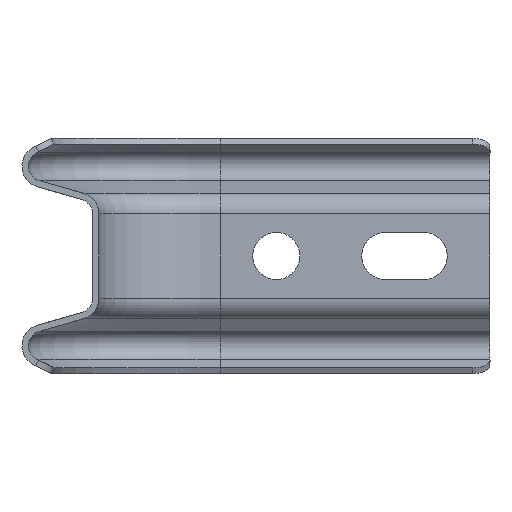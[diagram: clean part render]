
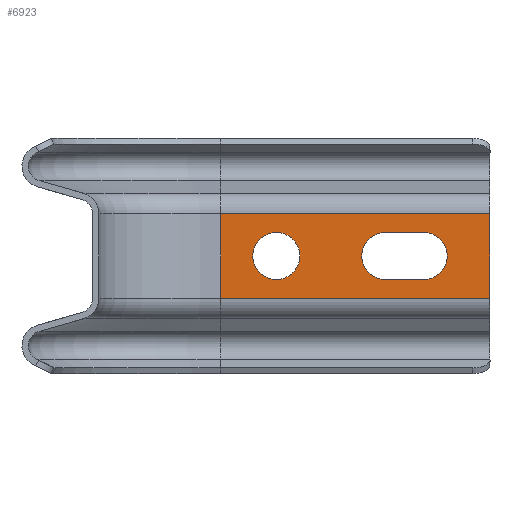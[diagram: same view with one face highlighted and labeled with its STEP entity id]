
A CAD part, left-side view. The second image highlights one B-rep face of the part: STEP entity #6923.
In plain terms, the highlighted planar face has unit normal (-1, 0, 0).
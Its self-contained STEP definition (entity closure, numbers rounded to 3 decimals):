
#54 = CARTESIAN_POINT ( 'NONE',  ( 326.5, -68.5, -5.5 ) ) ;
#98 = EDGE_CURVE ( 'NONE', #3560, #5021, #2711, .T. ) ;
#106 = DIRECTION ( 'NONE',  ( 0., 0., 1. ) ) ;
#296 = EDGE_CURVE ( 'NONE', #5613, #5075, #1546, .T. ) ;
#325 = AXIS2_PLACEMENT_3D ( 'NONE', #4894, #5973, #1575 ) ;
#422 = DIRECTION ( 'NONE',  ( 0., 0., 1. ) ) ;
#442 = VERTEX_POINT ( 'NONE', #5147 ) ;
#482 = DIRECTION ( 'NONE',  ( -1., 0., 0. ) ) ;
#512 = ORIENTED_EDGE ( 'NONE', *, *, #6297, .F. ) ;
#753 = VECTOR ( 'NONE', #422, 1000. ) ;
#930 = DIRECTION ( 'NONE',  ( 0., 0., 1. ) ) ;
#958 = CARTESIAN_POINT ( 'NONE',  ( 326.5, -77.5, -5.5 ) ) ;
#1052 = LINE ( 'NONE', #5488, #753 ) ;
#1073 = CARTESIAN_POINT ( 'NONE',  ( 326.5, -43., -5.5 ) ) ;
#1141 = DIRECTION ( 'NONE',  ( 0., 0., 1. ) ) ;
#1174 = ORIENTED_EDGE ( 'NONE', *, *, #98, .F. ) ;
#1285 = CARTESIAN_POINT ( 'NONE',  ( 326.5, -77.5, -5.5 ) ) ;
#1449 = DIRECTION ( 'NONE',  ( 0., -1., 0. ) ) ;
#1480 = EDGE_LOOP ( 'NONE', ( #512, #6490, #7171, #4344 ) ) ;
#1536 = CARTESIAN_POINT ( 'NONE',  ( 326.5, -93., 9.862 ) ) ;
#1546 = CIRCLE ( 'NONE', #3985, 5.5 ) ;
#1575 = DIRECTION ( 'NONE',  ( 0., 0., -1. ) ) ;
#1601 = CARTESIAN_POINT ( 'NONE',  ( 326.5, -43., 0. ) ) ;
#1658 = LINE ( 'NONE', #2645, #4484 ) ;
#1722 = AXIS2_PLACEMENT_3D ( 'NONE', #1601, #5421, #2219 ) ;
#1725 = CARTESIAN_POINT ( 'NONE',  ( 326.5, -77.5, 5.5 ) ) ;
#1740 = CARTESIAN_POINT ( 'NONE',  ( 326.5, -43., 5.5 ) ) ;
#1761 = ORIENTED_EDGE ( 'NONE', *, *, #5802, .F. ) ;
#1869 = VECTOR ( 'NONE', #1449, 1000. ) ;
#1870 = VERTEX_POINT ( 'NONE', #1740 ) ;
#1883 = CARTESIAN_POINT ( 'NONE',  ( 326.5, -77.5, 5.5 ) ) ;
#1885 = CARTESIAN_POINT ( 'NONE',  ( 326.5, -30., 9.862 ) ) ;
#1952 = CARTESIAN_POINT ( 'NONE',  ( 326.5, -93., 9.862 ) ) ;
#2091 = DIRECTION ( 'NONE',  ( -1., 0., 0. ) ) ;
#2162 = DIRECTION ( 'NONE',  ( 0., -1., 0. ) ) ;
#2219 = DIRECTION ( 'NONE',  ( 0., 0., 1. ) ) ;
#2326 = EDGE_LOOP ( 'NONE', ( #4003, #6508 ) ) ;
#2509 = EDGE_CURVE ( 'NONE', #4405, #1870, #3578, .T. ) ;
#2521 = DIRECTION ( 'NONE',  ( 0., -1., 0. ) ) ;
#2548 = VECTOR ( 'NONE', #2521, 1000. ) ;
#2633 = EDGE_CURVE ( 'NONE', #1870, #4405, #5908, .T. ) ;
#2645 = CARTESIAN_POINT ( 'NONE',  ( 326.5, -30., -9.862 ) ) ;
#2711 = CIRCLE ( 'NONE', #7010, 5.5 ) ;
#2780 = AXIS2_PLACEMENT_3D ( 'NONE', #6218, #4038, #106 ) ;
#2880 = VECTOR ( 'NONE', #3945, 1000. ) ;
#3307 = CARTESIAN_POINT ( 'NONE',  ( 326.5, -68.5, 5.5 ) ) ;
#3441 = VERTEX_POINT ( 'NONE', #1536 ) ;
#3444 = VERTEX_POINT ( 'NONE', #3749 ) ;
#3560 = VERTEX_POINT ( 'NONE', #3307 ) ;
#3578 = CIRCLE ( 'NONE', #1722, 5.5 ) ;
#3749 = CARTESIAN_POINT ( 'NONE',  ( 326.5, -30., 9.862 ) ) ;
#3759 = PLANE ( 'NONE',  #325 ) ;
#3945 = DIRECTION ( 'NONE',  ( 0., 1., 0. ) ) ;
#3985 = AXIS2_PLACEMENT_3D ( 'NONE', #5475, #482, #1141 ) ;
#4003 = ORIENTED_EDGE ( 'NONE', *, *, #2633, .F. ) ;
#4038 = DIRECTION ( 'NONE',  ( -1., 0., 0. ) ) ;
#4054 = EDGE_CURVE ( 'NONE', #442, #3444, #1052, .T. ) ;
#4224 = ORIENTED_EDGE ( 'NONE', *, *, #296, .F. ) ;
#4344 = ORIENTED_EDGE ( 'NONE', *, *, #4351, .T. ) ;
#4351 = EDGE_CURVE ( 'NONE', #4592, #3441, #6941, .T. ) ;
#4403 = EDGE_CURVE ( 'NONE', #442, #4592, #1658, .T. ) ;
#4405 = VERTEX_POINT ( 'NONE', #1073 ) ;
#4484 = VECTOR ( 'NONE', #2162, 1000. ) ;
#4592 = VERTEX_POINT ( 'NONE', #5039 ) ;
#4687 = EDGE_LOOP ( 'NONE', ( #1761, #4224, #5531, #1174 ) ) ;
#4785 = CARTESIAN_POINT ( 'NONE',  ( 326.5, -68.5, 0. ) ) ;
#4894 = CARTESIAN_POINT ( 'NONE',  ( 326.5, -30., 9.862 ) ) ;
#5021 = VERTEX_POINT ( 'NONE', #54 ) ;
#5039 = CARTESIAN_POINT ( 'NONE',  ( 326.5, -93., -9.862 ) ) ;
#5075 = VERTEX_POINT ( 'NONE', #1883 ) ;
#5147 = CARTESIAN_POINT ( 'NONE',  ( 326.5, -30., -9.862 ) ) ;
#5421 = DIRECTION ( 'NONE',  ( -1., 0., 0. ) ) ;
#5475 = CARTESIAN_POINT ( 'NONE',  ( 326.5, -77.5, 0. ) ) ;
#5488 = CARTESIAN_POINT ( 'NONE',  ( 326.5, -30., 9.862 ) ) ;
#5531 = ORIENTED_EDGE ( 'NONE', *, *, #7137, .F. ) ;
#5613 = VERTEX_POINT ( 'NONE', #958 ) ;
#5647 = VECTOR ( 'NONE', #930, 1000. ) ;
#5802 = EDGE_CURVE ( 'NONE', #5075, #3560, #6750, .T. ) ;
#5812 = LINE ( 'NONE', #1885, #1869 ) ;
#5839 = DIRECTION ( 'NONE',  ( 0., 0., 1. ) ) ;
#5908 = CIRCLE ( 'NONE', #2780, 5.5 ) ;
#5942 = FACE_BOUND ( 'NONE', #4687, .T. ) ;
#5973 = DIRECTION ( 'NONE',  ( 1., 0., 0. ) ) ;
#6218 = CARTESIAN_POINT ( 'NONE',  ( 326.5, -43., 0. ) ) ;
#6297 = EDGE_CURVE ( 'NONE', #3444, #3441, #5812, .T. ) ;
#6490 = ORIENTED_EDGE ( 'NONE', *, *, #4054, .F. ) ;
#6508 = ORIENTED_EDGE ( 'NONE', *, *, #2509, .F. ) ;
#6535 = FACE_BOUND ( 'NONE', #2326, .T. ) ;
#6750 = LINE ( 'NONE', #1725, #2880 ) ;
#6923 = ADVANCED_FACE ( 'NONE', ( #5942, #6535, #7085 ), #3759, .F. ) ;
#6941 = LINE ( 'NONE', #1952, #5647 ) ;
#6967 = LINE ( 'NONE', #1285, #2548 ) ;
#7010 = AXIS2_PLACEMENT_3D ( 'NONE', #4785, #2091, #5839 ) ;
#7085 = FACE_OUTER_BOUND ( 'NONE', #1480, .T. ) ;
#7137 = EDGE_CURVE ( 'NONE', #5021, #5613, #6967, .T. ) ;
#7171 = ORIENTED_EDGE ( 'NONE', *, *, #4403, .T. ) ;
